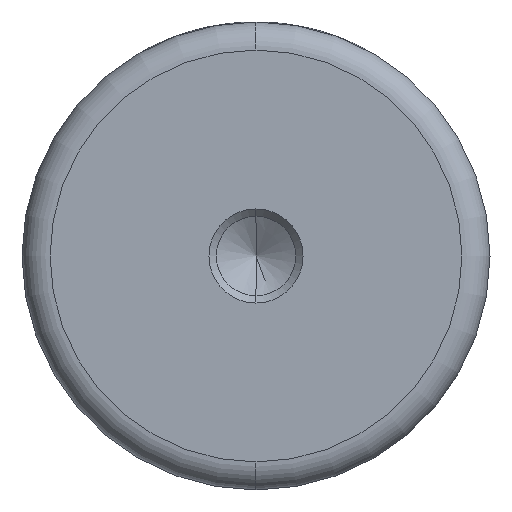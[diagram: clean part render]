
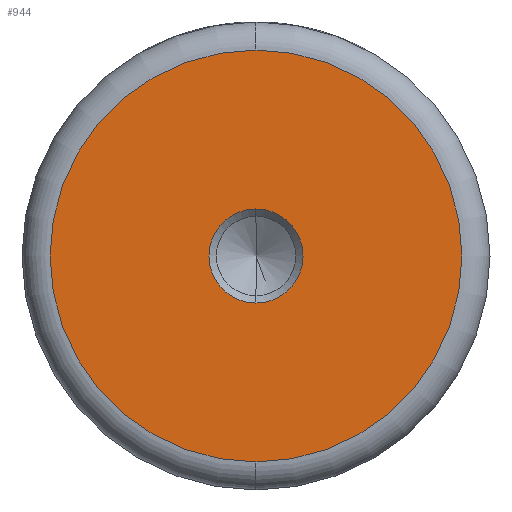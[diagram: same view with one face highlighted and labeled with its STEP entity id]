
A CAD part, left-side view. The second image highlights one B-rep face of the part: STEP entity #944.
In plain terms, the highlighted planar face has unit normal (-1, 0, 0).
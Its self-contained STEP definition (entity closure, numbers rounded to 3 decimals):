
#14 = VERTEX_POINT ( 'NONE', #1034 ) ;
#25 = DIRECTION ( 'NONE',  ( 0., 0., 1. ) ) ;
#32 = VERTEX_POINT ( 'NONE', #902 ) ;
#44 = EDGE_CURVE ( 'NONE', #32, #14, #365, .T. ) ;
#83 = AXIS2_PLACEMENT_3D ( 'NONE', #326, #1102, #458 ) ;
#106 = AXIS2_PLACEMENT_3D ( 'NONE', #166, #304, #1083 ) ;
#153 = EDGE_CURVE ( 'NONE', #1171, #979, #200, .T. ) ;
#166 = CARTESIAN_POINT ( 'NONE',  ( 0., 0., 0. ) ) ;
#200 = CIRCLE ( 'NONE', #1168, 5.025 ) ;
#304 = DIRECTION ( 'NONE',  ( -1., 0., 0. ) ) ;
#326 = CARTESIAN_POINT ( 'NONE',  ( 0., 0., 0. ) ) ;
#365 = CIRCLE ( 'NONE', #655, 22. ) ;
#369 = AXIS2_PLACEMENT_3D ( 'NONE', #1359, #693, #1480 ) ;
#458 = DIRECTION ( 'NONE',  ( 0., 0., 1. ) ) ;
#463 = ORIENTED_EDGE ( 'NONE', *, *, #153, .F. ) ;
#534 = CIRCLE ( 'NONE', #83, 22. ) ;
#637 = EDGE_LOOP ( 'NONE', ( #792, #1320 ) ) ;
#655 = AXIS2_PLACEMENT_3D ( 'NONE', #688, #1478, #795 ) ;
#688 = CARTESIAN_POINT ( 'NONE',  ( 0., 0., 0. ) ) ;
#693 = DIRECTION ( 'NONE',  ( -1., 0., 0. ) ) ;
#699 = CARTESIAN_POINT ( 'NONE',  ( 0., 0., -5.025 ) ) ;
#704 = CIRCLE ( 'NONE', #369, 5.025 ) ;
#737 = DIRECTION ( 'NONE',  ( -1., 0., 0. ) ) ;
#743 = EDGE_LOOP ( 'NONE', ( #1043, #463 ) ) ;
#792 = ORIENTED_EDGE ( 'NONE', *, *, #1344, .T. ) ;
#795 = DIRECTION ( 'NONE',  ( 0., 0., 1. ) ) ;
#871 = FACE_BOUND ( 'NONE', #743, .T. ) ;
#902 = CARTESIAN_POINT ( 'NONE',  ( 0., 0., -22. ) ) ;
#944 = ADVANCED_FACE ( 'NONE', ( #871, #1484 ), #1074, .T. ) ;
#979 = VERTEX_POINT ( 'NONE', #1087 ) ;
#1034 = CARTESIAN_POINT ( 'NONE',  ( 0., 0., 22. ) ) ;
#1043 = ORIENTED_EDGE ( 'NONE', *, *, #1147, .F. ) ;
#1074 = PLANE ( 'NONE',  #106 ) ;
#1083 = DIRECTION ( 'NONE',  ( 0., 0., 1. ) ) ;
#1087 = CARTESIAN_POINT ( 'NONE',  ( 0., 0., 5.025 ) ) ;
#1102 = DIRECTION ( 'NONE',  ( -1., 0., 0. ) ) ;
#1147 = EDGE_CURVE ( 'NONE', #979, #1171, #704, .T. ) ;
#1168 = AXIS2_PLACEMENT_3D ( 'NONE', #1409, #737, #25 ) ;
#1171 = VERTEX_POINT ( 'NONE', #699 ) ;
#1320 = ORIENTED_EDGE ( 'NONE', *, *, #44, .T. ) ;
#1344 = EDGE_CURVE ( 'NONE', #14, #32, #534, .T. ) ;
#1359 = CARTESIAN_POINT ( 'NONE',  ( 0., 0., 0. ) ) ;
#1409 = CARTESIAN_POINT ( 'NONE',  ( 0., 0., 0. ) ) ;
#1478 = DIRECTION ( 'NONE',  ( -1., 0., 0. ) ) ;
#1480 = DIRECTION ( 'NONE',  ( 0., 0., 1. ) ) ;
#1484 = FACE_OUTER_BOUND ( 'NONE', #637, .T. ) ;
